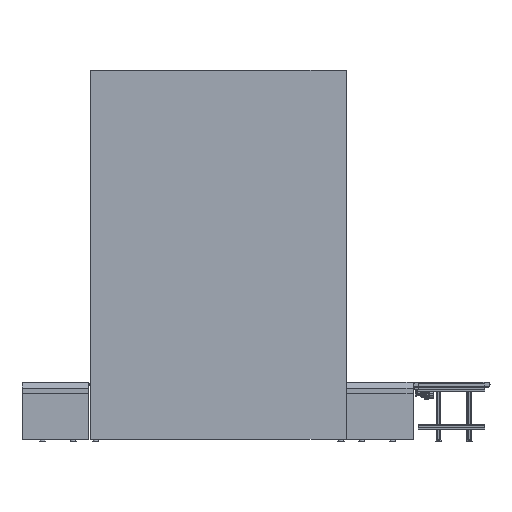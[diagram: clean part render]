
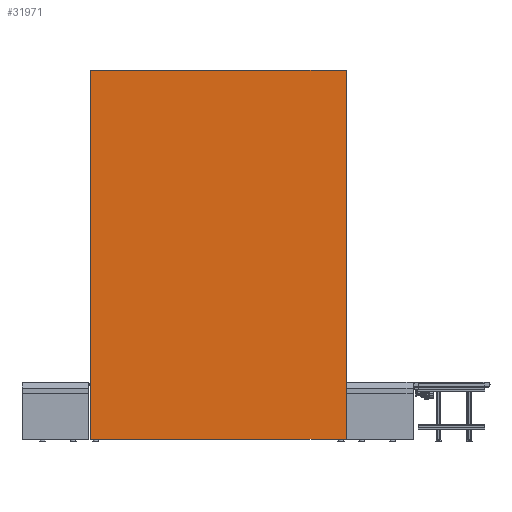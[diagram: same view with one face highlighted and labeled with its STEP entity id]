
A CAD part, left-side view. The second image highlights one B-rep face of the part: STEP entity #31971.
In plain terms, the highlighted planar face has unit normal (-1, 0, 0).
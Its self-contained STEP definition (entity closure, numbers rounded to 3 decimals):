
#1788=LINE('',#50920,#4435);
#1789=LINE('',#50922,#4436);
#1790=LINE('',#50924,#4437);
#1791=LINE('',#50925,#4438);
#4435=VECTOR('',#41674,10.);
#4436=VECTOR('',#41675,10.);
#4437=VECTOR('',#41676,10.);
#4438=VECTOR('',#41677,10.);
#8232=FACE_OUTER_BOUND('',#10446,.T.);
#10446=EDGE_LOOP('',(#23892,#23893,#23894,#23895));
#14462=VERTEX_POINT('',#50918);
#14463=VERTEX_POINT('',#50919);
#14464=VERTEX_POINT('',#50921);
#14465=VERTEX_POINT('',#50923);
#17900=EDGE_CURVE('',#14462,#14463,#1788,.T.);
#17901=EDGE_CURVE('',#14462,#14464,#1789,.T.);
#17902=EDGE_CURVE('',#14465,#14464,#1790,.T.);
#17903=EDGE_CURVE('',#14463,#14465,#1791,.T.);
#23892=ORIENTED_EDGE('',*,*,#17900,.F.);
#23893=ORIENTED_EDGE('',*,*,#17901,.T.);
#23894=ORIENTED_EDGE('',*,*,#17902,.F.);
#23895=ORIENTED_EDGE('',*,*,#17903,.F.);
#30227=PLANE('',#35377);
#31971=ADVANCED_FACE('',(#8232),#30227,.T.);
#35377=AXIS2_PLACEMENT_3D('',#50917,#41672,#41673);
#41672=DIRECTION('center_axis',(-1.,0.,0.));
#41673=DIRECTION('ref_axis',(0.,0.,1.));
#41674=DIRECTION('',(0.,0.,-1.));
#41675=DIRECTION('',(0.,1.,0.));
#41676=DIRECTION('',(0.,0.,1.));
#41677=DIRECTION('',(0.,1.,0.));
#50917=CARTESIAN_POINT('Origin',(0.,0.,0.));
#50918=CARTESIAN_POINT('',(0.,0.,7225.));
#50919=CARTESIAN_POINT('',(0.,0.,0.));
#50920=CARTESIAN_POINT('',(0.,0.,1900.));
#50921=CARTESIAN_POINT('',(0.,5000.,7225.));
#50922=CARTESIAN_POINT('',(0.,0.,7225.));
#50923=CARTESIAN_POINT('',(0.,5000.,0.));
#50924=CARTESIAN_POINT('',(0.,5000.,1900.));
#50925=CARTESIAN_POINT('',(0.,0.,0.));
